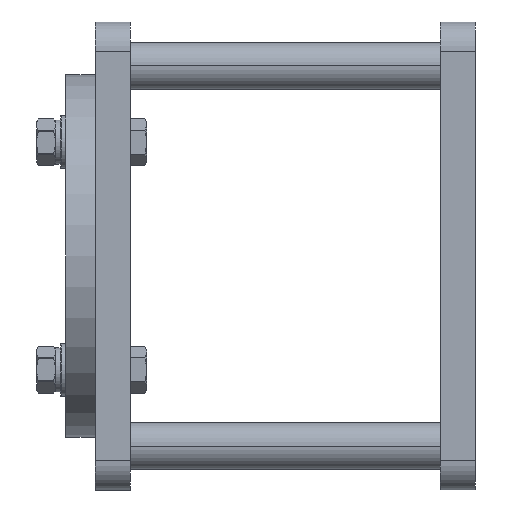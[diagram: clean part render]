
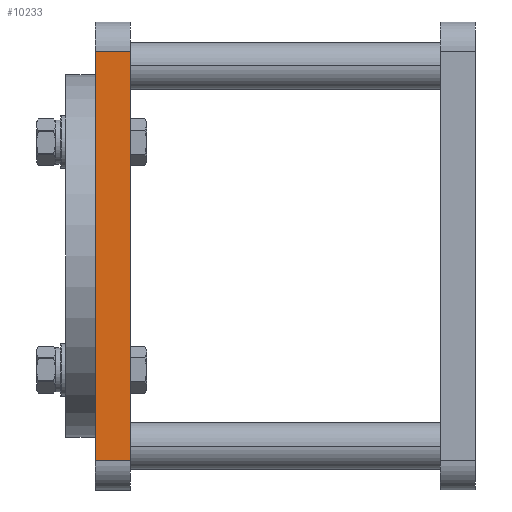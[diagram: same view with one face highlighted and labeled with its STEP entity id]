
A CAD part, left-side view. The second image highlights one B-rep face of the part: STEP entity #10233.
In plain terms, the highlighted planar face has unit normal (-1, 0, 0).
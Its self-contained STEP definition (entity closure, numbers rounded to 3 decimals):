
#398 = VERTEX_POINT ( 'NONE', #438 ) ;
#438 = CARTESIAN_POINT ( 'NONE',  ( -40., 6., -35. ) ) ;
#716 = ORIENTED_EDGE ( 'NONE', *, *, #9143, .T. ) ;
#832 = VERTEX_POINT ( 'NONE', #8800 ) ;
#1219 = CARTESIAN_POINT ( 'NONE',  ( -40., 6., -35. ) ) ;
#1475 = ORIENTED_EDGE ( 'NONE', *, *, #9056, .T. ) ;
#1904 = ORIENTED_EDGE ( 'NONE', *, *, #10891, .F. ) ;
#1979 = CARTESIAN_POINT ( 'NONE',  ( -40., 6., 35. ) ) ;
#2277 = VECTOR ( 'NONE', #10583, 1000. ) ;
#3141 = DIRECTION ( 'NONE',  ( 0., 0., 1. ) ) ;
#3755 = EDGE_CURVE ( 'NONE', #398, #4697, #3807, .T. ) ;
#3807 = LINE ( 'NONE', #6009, #12914 ) ;
#4132 = FACE_OUTER_BOUND ( 'NONE', #7657, .T. ) ;
#4247 = CARTESIAN_POINT ( 'NONE',  ( -40., 0., -35. ) ) ;
#4697 = VERTEX_POINT ( 'NONE', #1979 ) ;
#5141 = LINE ( 'NONE', #1219, #13159 ) ;
#6009 = CARTESIAN_POINT ( 'NONE',  ( -40., 6., -35. ) ) ;
#7330 = VERTEX_POINT ( 'NONE', #10230 ) ;
#7657 = EDGE_LOOP ( 'NONE', ( #716, #1904, #10955, #1475 ) ) ;
#8062 = CARTESIAN_POINT ( 'NONE',  ( -40., 6., 35. ) ) ;
#8446 = DIRECTION ( 'NONE',  ( 0., 0., -1. ) ) ;
#8800 = CARTESIAN_POINT ( 'NONE',  ( -40., 0., -35. ) ) ;
#9012 = VECTOR ( 'NONE', #3141, 1000. ) ;
#9056 = EDGE_CURVE ( 'NONE', #398, #832, #5141, .T. ) ;
#9063 = AXIS2_PLACEMENT_3D ( 'NONE', #12501, #9355, #8446 ) ;
#9143 = EDGE_CURVE ( 'NONE', #832, #7330, #9461, .T. ) ;
#9355 = DIRECTION ( 'NONE',  ( 1., 0., 0. ) ) ;
#9461 = LINE ( 'NONE', #4247, #9012 ) ;
#10230 = CARTESIAN_POINT ( 'NONE',  ( -40., 0., 35. ) ) ;
#10233 = ADVANCED_FACE ( 'NONE', ( #4132 ), #11409, .F. ) ;
#10549 = DIRECTION ( 'NONE',  ( 0., -1., 0. ) ) ;
#10583 = DIRECTION ( 'NONE',  ( 0., -1., 0. ) ) ;
#10891 = EDGE_CURVE ( 'NONE', #4697, #7330, #12712, .T. ) ;
#10955 = ORIENTED_EDGE ( 'NONE', *, *, #3755, .F. ) ;
#11409 = PLANE ( 'NONE',  #9063 ) ;
#12501 = CARTESIAN_POINT ( 'NONE',  ( -40., 6., -35. ) ) ;
#12712 = LINE ( 'NONE', #8062, #2277 ) ;
#12914 = VECTOR ( 'NONE', #13406, 1000. ) ;
#13159 = VECTOR ( 'NONE', #10549, 1000. ) ;
#13406 = DIRECTION ( 'NONE',  ( 0., 0., 1. ) ) ;
